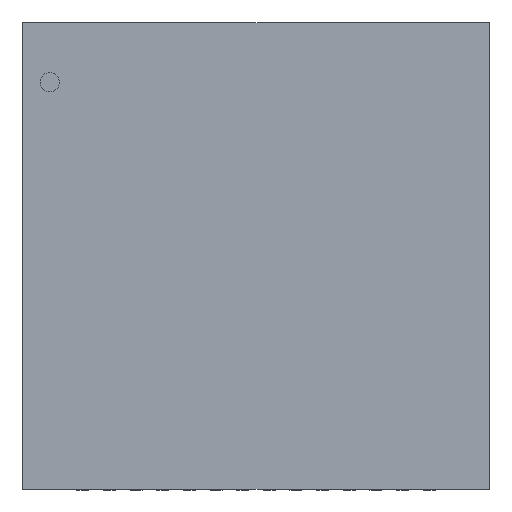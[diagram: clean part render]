
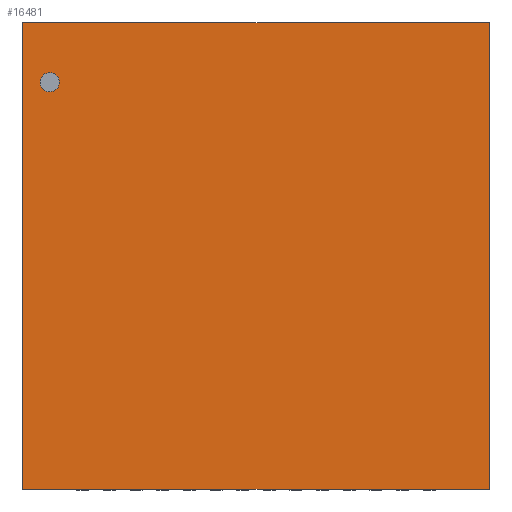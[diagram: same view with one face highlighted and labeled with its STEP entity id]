
A CAD part, top view. The second image highlights one B-rep face of the part: STEP entity #16481.
In plain terms, the highlighted planar face has unit normal (0, 0, 1).
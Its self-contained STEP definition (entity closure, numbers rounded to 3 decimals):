
#582 = LINE ( 'NONE', #813, #19178 ) ;
#636 = CIRCLE ( 'NONE', #10793, 0.144 ) ;
#662 = EDGE_LOOP ( 'NONE', ( #17257, #15857, #3595, #2078 ) ) ;
#813 = CARTESIAN_POINT ( 'NONE',  ( -3.5, 3.5, 0.85 ) ) ;
#1593 = AXIS2_PLACEMENT_3D ( 'NONE', #21587, #4834, #15503 ) ;
#1936 = CARTESIAN_POINT ( 'NONE',  ( -2.95, 2.605, 0.85 ) ) ;
#1951 = CARTESIAN_POINT ( 'NONE',  ( -3.5, 3.5, 0.85 ) ) ;
#2009 = DIRECTION ( 'NONE',  ( 0., 1., 0. ) ) ;
#2012 = CARTESIAN_POINT ( 'NONE',  ( -3.237, 2.605, 0.85 ) ) ;
#2078 = ORIENTED_EDGE ( 'NONE', *, *, #13144, .T. ) ;
#2371 = EDGE_CURVE ( 'NONE', #20100, #2657, #22020, .T. ) ;
#2657 = VERTEX_POINT ( 'NONE', #2012 ) ;
#2859 = DIRECTION ( 'NONE',  ( 0., -1., 0. ) ) ;
#3520 = LINE ( 'NONE', #16632, #8903 ) ;
#3595 = ORIENTED_EDGE ( 'NONE', *, *, #10965, .T. ) ;
#3663 = CARTESIAN_POINT ( 'NONE',  ( 3.5, -3.5, 0.85 ) ) ;
#4156 = EDGE_CURVE ( 'NONE', #16645, #12562, #3520, .T. ) ;
#4431 = ORIENTED_EDGE ( 'NONE', *, *, #2371, .F. ) ;
#4834 = DIRECTION ( 'NONE',  ( 0., 0., 1. ) ) ;
#5235 = VECTOR ( 'NONE', #2859, 1000. ) ;
#6009 = CARTESIAN_POINT ( 'NONE',  ( -3.5, -3.5, 0.85 ) ) ;
#7259 = DIRECTION ( 'NONE',  ( -1., 0., 0. ) ) ;
#8903 = VECTOR ( 'NONE', #2009, 1000. ) ;
#9574 = FACE_BOUND ( 'NONE', #20367, .T. ) ;
#9993 = AXIS2_PLACEMENT_3D ( 'NONE', #24466, #24382, #14047 ) ;
#10475 = VECTOR ( 'NONE', #14536, 1000. ) ;
#10793 = AXIS2_PLACEMENT_3D ( 'NONE', #21982, #26203, #13395 ) ;
#10819 = LINE ( 'NONE', #15355, #5235 ) ;
#10965 = EDGE_CURVE ( 'NONE', #17346, #27335, #10819, .T. ) ;
#12562 = VERTEX_POINT ( 'NONE', #18249 ) ;
#13144 = EDGE_CURVE ( 'NONE', #27335, #16645, #18769, .T. ) ;
#13395 = DIRECTION ( 'NONE',  ( 1., 0., 0. ) ) ;
#14047 = DIRECTION ( 'NONE',  ( 1., 0., 0. ) ) ;
#14536 = DIRECTION ( 'NONE',  ( 1., 0., 0. ) ) ;
#14998 = ORIENTED_EDGE ( 'NONE', *, *, #20481, .F. ) ;
#15355 = CARTESIAN_POINT ( 'NONE',  ( -3.5, 3.5, 0.85 ) ) ;
#15503 = DIRECTION ( 'NONE',  ( 1., 0., 0. ) ) ;
#15857 = ORIENTED_EDGE ( 'NONE', *, *, #24839, .T. ) ;
#16481 = ADVANCED_FACE ( 'NONE', ( #9574, #20166 ), #19372, .T. ) ;
#16632 = CARTESIAN_POINT ( 'NONE',  ( 3.5, 3.5, 0.85 ) ) ;
#16645 = VERTEX_POINT ( 'NONE', #3663 ) ;
#17257 = ORIENTED_EDGE ( 'NONE', *, *, #4156, .T. ) ;
#17346 = VERTEX_POINT ( 'NONE', #1951 ) ;
#18249 = CARTESIAN_POINT ( 'NONE',  ( 3.5, 3.5, 0.85 ) ) ;
#18769 = LINE ( 'NONE', #6009, #10475 ) ;
#19178 = VECTOR ( 'NONE', #7259, 1000. ) ;
#19372 = PLANE ( 'NONE',  #1593 ) ;
#20100 = VERTEX_POINT ( 'NONE', #1936 ) ;
#20166 = FACE_OUTER_BOUND ( 'NONE', #662, .T. ) ;
#20367 = EDGE_LOOP ( 'NONE', ( #4431, #14998 ) ) ;
#20400 = CARTESIAN_POINT ( 'NONE',  ( -3.5, -3.5, 0.85 ) ) ;
#20481 = EDGE_CURVE ( 'NONE', #2657, #20100, #636, .T. ) ;
#21587 = CARTESIAN_POINT ( 'NONE',  ( 0., 0., 0.85 ) ) ;
#21982 = CARTESIAN_POINT ( 'NONE',  ( -3.094, 2.605, 0.85 ) ) ;
#22020 = CIRCLE ( 'NONE', #9993, 0.144 ) ;
#24382 = DIRECTION ( 'NONE',  ( 0., 0., 1. ) ) ;
#24466 = CARTESIAN_POINT ( 'NONE',  ( -3.094, 2.605, 0.85 ) ) ;
#24839 = EDGE_CURVE ( 'NONE', #12562, #17346, #582, .T. ) ;
#26203 = DIRECTION ( 'NONE',  ( 0., 0., 1. ) ) ;
#27335 = VERTEX_POINT ( 'NONE', #20400 ) ;
